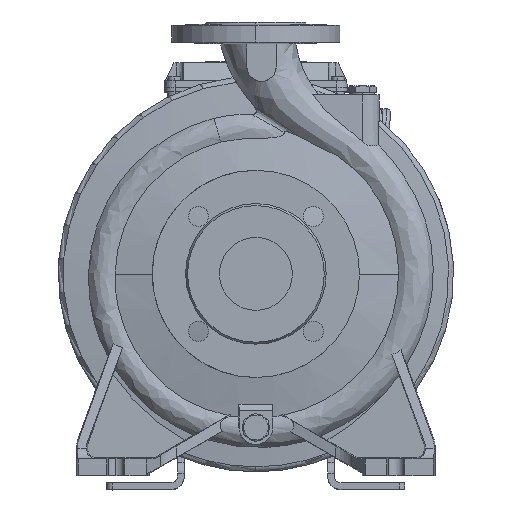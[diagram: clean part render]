
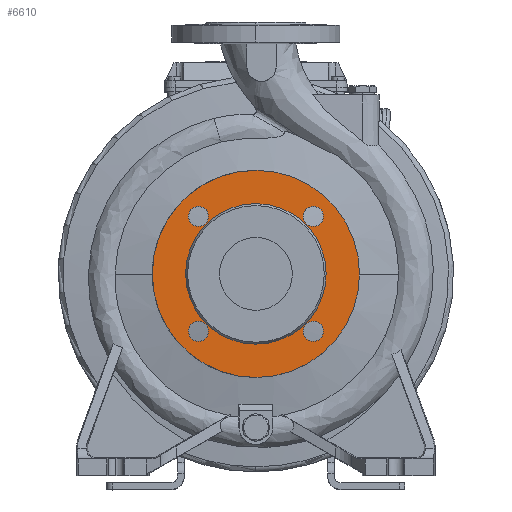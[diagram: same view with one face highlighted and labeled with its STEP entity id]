
A CAD part, top view. The second image highlights one B-rep face of the part: STEP entity #6610.
In plain terms, the highlighted planar face has unit normal (0, 0, 1).
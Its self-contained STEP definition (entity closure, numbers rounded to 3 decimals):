
#231 = CIRCLE ( 'NONE', #29263, 9. ) ;
#242 = CARTESIAN_POINT ( 'NONE',  ( -51.265, -51.266, 97. ) ) ;
#2305 = DIRECTION ( 'NONE',  ( 0., -1., 0. ) ) ;
#2629 = EDGE_LOOP ( 'NONE', ( #37650, #34552 ) ) ;
#2787 = ORIENTED_EDGE ( 'NONE', *, *, #82371, .F. ) ;
#3520 = EDGE_LOOP ( 'NONE', ( #2787, #41297 ) ) ;
#4479 = EDGE_CURVE ( 'NONE', #9885, #64802, #40521, .T. ) ;
#6610 = ADVANCED_FACE ( 'NONE', ( #97297, #49987, #58045, #13684, #12701, #43411 ), #59065, .F. ) ;
#7407 = EDGE_CURVE ( 'NONE', #64802, #9885, #33850, .T. ) ;
#7883 = CARTESIAN_POINT ( 'NONE',  ( 0., 62.732, 97. ) ) ;
#8320 = AXIS2_PLACEMENT_3D ( 'NONE', #24012, #32074, #9393 ) ;
#9272 = DIRECTION ( 'NONE',  ( 0., -1., 0. ) ) ;
#9393 = DIRECTION ( 'NONE',  ( 0., -1., 0. ) ) ;
#9885 = VERTEX_POINT ( 'NONE', #81565 ) ;
#10082 = EDGE_CURVE ( 'NONE', #23190, #70523, #231, .T. ) ;
#10837 = CARTESIAN_POINT ( 'NONE',  ( 0., 0., 97. ) ) ;
#12701 = FACE_BOUND ( 'NONE', #96927, .T. ) ;
#12879 = AXIS2_PLACEMENT_3D ( 'NONE', #80707, #44410, #28313 ) ;
#13684 = FACE_BOUND ( 'NONE', #64783, .T. ) ;
#13726 = CIRCLE ( 'NONE', #63569, 62.732 ) ;
#14524 = AXIS2_PLACEMENT_3D ( 'NONE', #16905, #47643, #78363 ) ;
#15451 = VERTEX_POINT ( 'NONE', #78569 ) ;
#16157 = VERTEX_POINT ( 'NONE', #71896 ) ;
#16483 = EDGE_CURVE ( 'NONE', #15451, #17925, #47352, .T. ) ;
#16905 = CARTESIAN_POINT ( 'NONE',  ( -51.265, 51.265, 97. ) ) ;
#17925 = VERTEX_POINT ( 'NONE', #85255 ) ;
#19330 = DIRECTION ( 'NONE',  ( 0., 1., 0. ) ) ;
#19808 = EDGE_CURVE ( 'NONE', #83454, #86958, #99185, .T. ) ;
#22044 = AXIS2_PLACEMENT_3D ( 'NONE', #70078, #38842, #44924 ) ;
#22454 = DIRECTION ( 'NONE',  ( 0., 0., 1. ) ) ;
#23190 = VERTEX_POINT ( 'NONE', #82395 ) ;
#24012 = CARTESIAN_POINT ( 'NONE',  ( -51.265, 51.265, 97. ) ) ;
#26668 = AXIS2_PLACEMENT_3D ( 'NONE', #242, #76858, #82929 ) ;
#27191 = VERTEX_POINT ( 'NONE', #98739 ) ;
#27391 = CIRCLE ( 'NONE', #83693, 9. ) ;
#28313 = DIRECTION ( 'NONE',  ( 0., 1., 0. ) ) ;
#29263 = AXIS2_PLACEMENT_3D ( 'NONE', #70876, #69905, #94056 ) ;
#32074 = DIRECTION ( 'NONE',  ( 0., 0., -1. ) ) ;
#32433 = ORIENTED_EDGE ( 'NONE', *, *, #10082, .T. ) ;
#32945 = CARTESIAN_POINT ( 'NONE',  ( 51.265, -51.266, 97. ) ) ;
#33020 = ORIENTED_EDGE ( 'NONE', *, *, #47398, .F. ) ;
#33269 = AXIS2_PLACEMENT_3D ( 'NONE', #51224, #22454, #66331 ) ;
#33850 = CIRCLE ( 'NONE', #14524, 9. ) ;
#34552 = ORIENTED_EDGE ( 'NONE', *, *, #4479, .T. ) ;
#34929 = CIRCLE ( 'NONE', #22044, 92.5 ) ;
#34944 = DIRECTION ( 'NONE',  ( 0., -1., 0. ) ) ;
#34954 = CARTESIAN_POINT ( 'NONE',  ( 0., 0., 97. ) ) ;
#34963 = ORIENTED_EDGE ( 'NONE', *, *, #89108, .T. ) ;
#36397 = DIRECTION ( 'NONE',  ( 0., 0., -1. ) ) ;
#37650 = ORIENTED_EDGE ( 'NONE', *, *, #7407, .T. ) ;
#37811 = AXIS2_PLACEMENT_3D ( 'NONE', #56631, #86360, #34944 ) ;
#38842 = DIRECTION ( 'NONE',  ( 0., 0., -1. ) ) ;
#38998 = DIRECTION ( 'NONE',  ( 0., 0., -1. ) ) ;
#40521 = CIRCLE ( 'NONE', #8320, 9. ) ;
#41297 = ORIENTED_EDGE ( 'NONE', *, *, #16483, .F. ) ;
#41549 = DIRECTION ( 'NONE',  ( 0., 0., -1. ) ) ;
#43411 = FACE_OUTER_BOUND ( 'NONE', #3520, .T. ) ;
#44357 = EDGE_LOOP ( 'NONE', ( #34963, #69405 ) ) ;
#44410 = DIRECTION ( 'NONE',  ( 0., 0., -1. ) ) ;
#44611 = AXIS2_PLACEMENT_3D ( 'NONE', #32945, #38998, #9272 ) ;
#44924 = DIRECTION ( 'NONE',  ( 0., -1., 0. ) ) ;
#46788 = ORIENTED_EDGE ( 'NONE', *, *, #97483, .T. ) ;
#47352 = CIRCLE ( 'NONE', #66655, 92.5 ) ;
#47398 = EDGE_CURVE ( 'NONE', #86958, #83454, #13726, .T. ) ;
#47643 = DIRECTION ( 'NONE',  ( 0., 0., -1. ) ) ;
#48173 = EDGE_CURVE ( 'NONE', #16157, #52131, #49193, .T. ) ;
#49193 = CIRCLE ( 'NONE', #26668, 9. ) ;
#49987 = FACE_BOUND ( 'NONE', #51693, .T. ) ;
#51224 = CARTESIAN_POINT ( 'NONE',  ( 0., 0., 97. ) ) ;
#51534 = CARTESIAN_POINT ( 'NONE',  ( -51.265, -51.266, 97. ) ) ;
#51693 = EDGE_LOOP ( 'NONE', ( #94337, #99551 ) ) ;
#52131 = VERTEX_POINT ( 'NONE', #61681 ) ;
#56188 = DIRECTION ( 'NONE',  ( 0., -1., 0. ) ) ;
#56631 = CARTESIAN_POINT ( 'NONE',  ( 51.265, -51.266, 97. ) ) ;
#58045 = FACE_BOUND ( 'NONE', #44357, .T. ) ;
#59065 = PLANE ( 'NONE',  #12879 ) ;
#61681 = CARTESIAN_POINT ( 'NONE',  ( -51.265, -42.266, 97. ) ) ;
#63569 = AXIS2_PLACEMENT_3D ( 'NONE', #34954, #90343, #19330 ) ;
#64217 = CIRCLE ( 'NONE', #90187, 9. ) ;
#64783 = EDGE_LOOP ( 'NONE', ( #32433, #46788 ) ) ;
#64802 = VERTEX_POINT ( 'NONE', #95482 ) ;
#66331 = DIRECTION ( 'NONE',  ( 0., 1., 0. ) ) ;
#66655 = AXIS2_PLACEMENT_3D ( 'NONE', #10837, #41549, #56188 ) ;
#67332 = ORIENTED_EDGE ( 'NONE', *, *, #19808, .F. ) ;
#69405 = ORIENTED_EDGE ( 'NONE', *, *, #85055, .T. ) ;
#69818 = CARTESIAN_POINT ( 'NONE',  ( 51.265, -42.266, 97. ) ) ;
#69905 = DIRECTION ( 'NONE',  ( 0., 0., -1. ) ) ;
#70078 = CARTESIAN_POINT ( 'NONE',  ( 0., 0., 97. ) ) ;
#70523 = VERTEX_POINT ( 'NONE', #78137 ) ;
#70876 = CARTESIAN_POINT ( 'NONE',  ( 51.265, 51.265, 97. ) ) ;
#71896 = CARTESIAN_POINT ( 'NONE',  ( -51.265, -60.266, 97. ) ) ;
#73706 = DIRECTION ( 'NONE',  ( 0., -1., 0. ) ) ;
#76858 = DIRECTION ( 'NONE',  ( 0., 0., -1. ) ) ;
#78137 = CARTESIAN_POINT ( 'NONE',  ( 51.265, 60.265, 97. ) ) ;
#78363 = DIRECTION ( 'NONE',  ( 0., -1., 0. ) ) ;
#78569 = CARTESIAN_POINT ( 'NONE',  ( 0., 92.5, 97. ) ) ;
#80707 = CARTESIAN_POINT ( 'NONE',  ( 185., -185., 97. ) ) ;
#81565 = CARTESIAN_POINT ( 'NONE',  ( -51.265, 60.265, 97. ) ) ;
#82371 = EDGE_CURVE ( 'NONE', #17925, #15451, #34929, .T. ) ;
#82395 = CARTESIAN_POINT ( 'NONE',  ( 51.265, 42.265, 97. ) ) ;
#82929 = DIRECTION ( 'NONE',  ( 0., -1., 0. ) ) ;
#83454 = VERTEX_POINT ( 'NONE', #7883 ) ;
#83693 = AXIS2_PLACEMENT_3D ( 'NONE', #51534, #36397, #73706 ) ;
#85055 = EDGE_CURVE ( 'NONE', #94470, #27191, #88069, .T. ) ;
#85255 = CARTESIAN_POINT ( 'NONE',  ( 0., -92.5, 97. ) ) ;
#86360 = DIRECTION ( 'NONE',  ( 0., 0., -1. ) ) ;
#86958 = VERTEX_POINT ( 'NONE', #94347 ) ;
#87751 = CIRCLE ( 'NONE', #37811, 9. ) ;
#87972 = DIRECTION ( 'NONE',  ( 0., 0., -1. ) ) ;
#88069 = CIRCLE ( 'NONE', #44611, 9. ) ;
#88461 = CARTESIAN_POINT ( 'NONE',  ( 51.265, 51.265, 97. ) ) ;
#89108 = EDGE_CURVE ( 'NONE', #27191, #94470, #87751, .T. ) ;
#90187 = AXIS2_PLACEMENT_3D ( 'NONE', #88461, #87972, #2305 ) ;
#90343 = DIRECTION ( 'NONE',  ( 0., 0., 1. ) ) ;
#94056 = DIRECTION ( 'NONE',  ( 0., -1., 0. ) ) ;
#94337 = ORIENTED_EDGE ( 'NONE', *, *, #48173, .T. ) ;
#94347 = CARTESIAN_POINT ( 'NONE',  ( 0., -62.732, 97. ) ) ;
#94470 = VERTEX_POINT ( 'NONE', #69818 ) ;
#95482 = CARTESIAN_POINT ( 'NONE',  ( -51.265, 42.265, 97. ) ) ;
#96685 = EDGE_CURVE ( 'NONE', #52131, #16157, #27391, .T. ) ;
#96927 = EDGE_LOOP ( 'NONE', ( #67332, #33020 ) ) ;
#97297 = FACE_BOUND ( 'NONE', #2629, .T. ) ;
#97483 = EDGE_CURVE ( 'NONE', #70523, #23190, #64217, .T. ) ;
#98739 = CARTESIAN_POINT ( 'NONE',  ( 51.265, -60.266, 97. ) ) ;
#99185 = CIRCLE ( 'NONE', #33269, 62.732 ) ;
#99551 = ORIENTED_EDGE ( 'NONE', *, *, #96685, .T. ) ;
